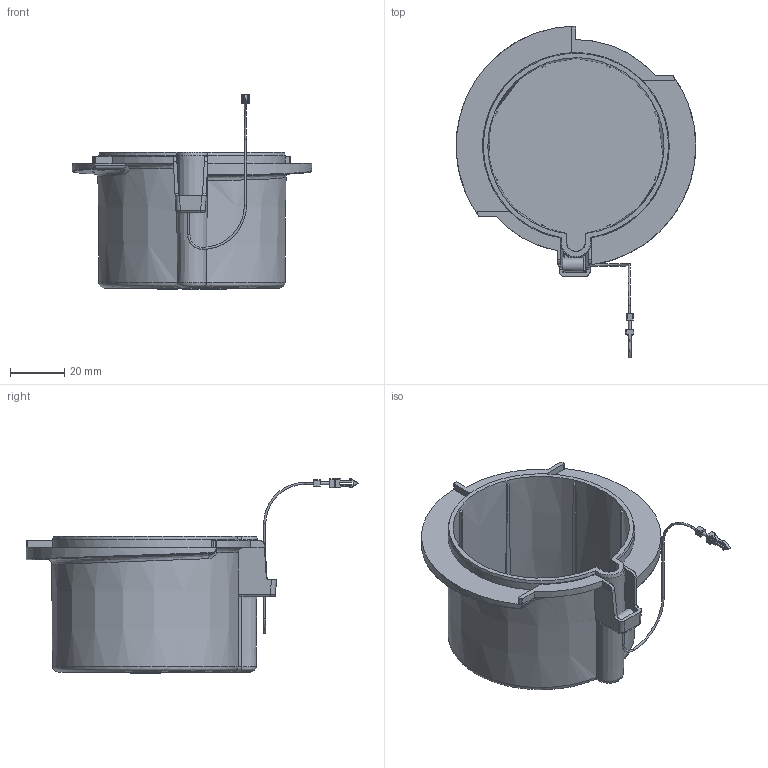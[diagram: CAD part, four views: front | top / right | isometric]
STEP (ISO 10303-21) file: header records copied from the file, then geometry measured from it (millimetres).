
FILE_DESCRIPTION (( 'STEP AP203' ), '1' );
FILE_NAME ('20325.STEP', '2021-04-13T07:00:59', ( '' ), ( '' ), 'SwSTEP 2.0', 'SolidWorks 2020', '' );
FILE_SCHEMA (( 'CONFIG_CONTROL_DESIGN' ));
Length unit declared in the file: millimetre
Products named in the file (1): 20325
Bounding box: 88.64 x 122.85 x 72.05 mm (x, y, z)
Volume: 38351.7 mm3; surface area: 35008 mm2
Topology: 1 solids, 1 shells, 356 faces, 915 edges, 556 vertices
Faces by surface type: plane 155, cylinder 109, bspline 55, torus 15, cone 14, sphere 8
Full cylindrical faces by diameter (mm): 0.8 x3, 1.3 x1, 5 x1
Entity records: 16453 total; most frequent: CARTESIAN_POINT 9003, ORIENTED_EDGE 1780, DIRECTION 1117, EDGE_CURVE 890, VERTEX_POINT 552, B_SPLINE_CURVE_WITH_KNOTS 494, AXIS2_PLACEMENT_3D 427, EDGE_LOOP 378
